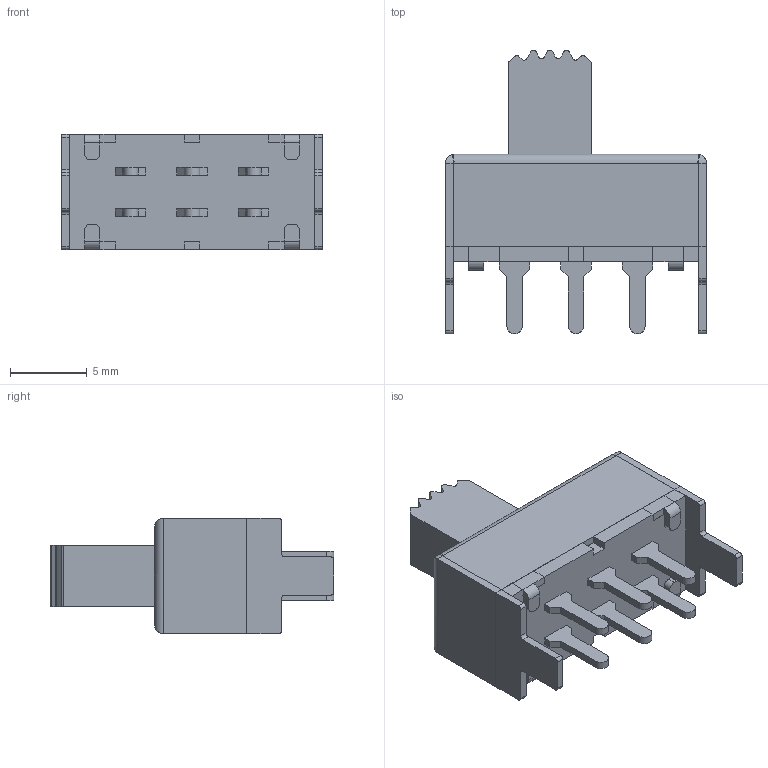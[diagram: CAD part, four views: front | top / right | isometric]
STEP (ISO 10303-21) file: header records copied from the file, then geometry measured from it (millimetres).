
FILE_DESCRIPTION (( 'STEP AP214' ), '1' );
FILE_NAME ('User Library-SS22F07G7-G.STEP', '2021-02-11T19:49:51', ( '' ), ( '' ), 'SwSTEP 2.0', 'SolidWorks 2020', '' );
FILE_SCHEMA (( 'AUTOMOTIVE_DESIGN' ));
Length unit declared in the file: millimetre
Products named in the file (12): SS22F07G7-G9; SS22F07G7-G7; SS22F07G7-G3; SS22F07G7-G5; User Library-SS22F07G7-G; SS22F07G7-G1; SS22F07G7-G6; SS22F07G7-G2; SS22F07G7-G10; SS22F07G7-G8; SS22F07G7-G11; SS22F07G7-G4
Assembly tree (11 placements, depth 2):
  User Library-SS22F07G7-G
    SS22F07G7-G1
    SS22F07G7-G2
    SS22F07G7-G3
    SS22F07G7-G4
    SS22F07G7-G5
    SS22F07G7-G6
    SS22F07G7-G7
    SS22F07G7-G8
    SS22F07G7-G9
    SS22F07G7-G10
    SS22F07G7-G11
Bounding box: 17 x 18.48 x 7.5 mm (x, y, z)
Volume: 1089.9 mm3; surface area: 2097.9 mm2
Topology: 11 solids, 11 shells, 254 faces, 662 edges, 436 vertices
Faces by surface type: plane 195, cylinder 59
Entity records: 8698 total; most frequent: CARTESIAN_POINT 1450, ORIENTED_EDGE 1324, DIRECTION 1288, EDGE_CURVE 662, LINE 540, VECTOR 540, VERTEX_POINT 436, AXIS2_PLACEMENT_3D 374
